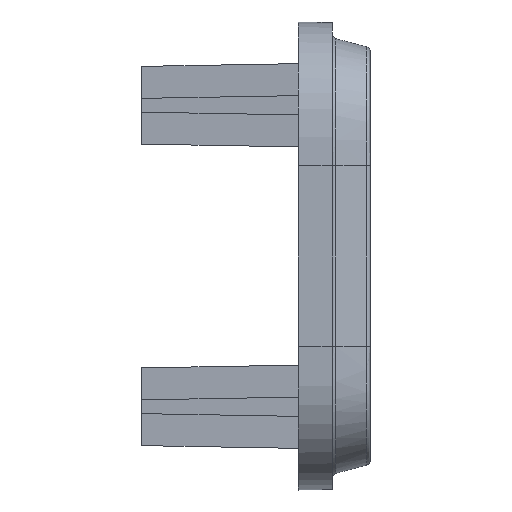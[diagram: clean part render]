
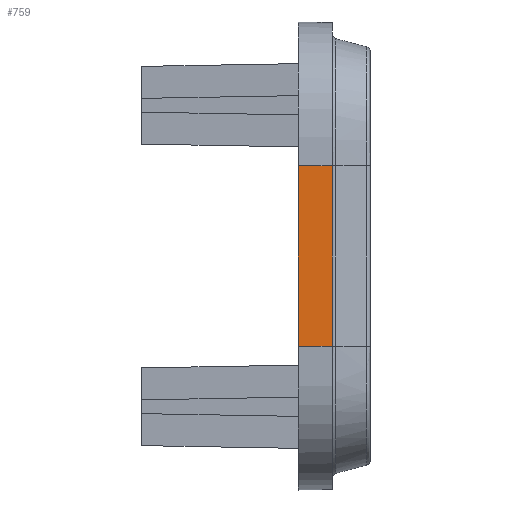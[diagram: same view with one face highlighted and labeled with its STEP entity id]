
A CAD part, left-side view. The second image highlights one B-rep face of the part: STEP entity #759.
In plain terms, the highlighted planar face has unit normal (-1, -0.018, 0).
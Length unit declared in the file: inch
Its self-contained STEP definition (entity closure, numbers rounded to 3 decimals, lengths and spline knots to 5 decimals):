
#317 = VECTOR ( 'NONE', #3286, 39.37008 ) ;
#328 = DIRECTION ( 'NONE',  ( 0.017, -1., 0. ) ) ;
#740 = DIRECTION ( 'NONE',  ( 0., 0., -1. ) ) ;
#759 = ADVANCED_FACE ( 'NONE', ( #3792 ), #4542, .T. ) ;
#984 = DIRECTION ( 'NONE',  ( -0.017, 1., 0. ) ) ;
#1158 = LINE ( 'NONE', #4017, #4245 ) ;
#1360 = LINE ( 'NONE', #5338, #3907 ) ;
#1736 = VERTEX_POINT ( 'NONE', #6620 ) ;
#1761 = LINE ( 'NONE', #2194, #317 ) ;
#1930 = CARTESIAN_POINT ( 'NONE',  ( -1.17441, 0.14874, -0.18759 ) ) ;
#2085 = CARTESIAN_POINT ( 'NONE',  ( -1.17441, 0.14874, 0.18759 ) ) ;
#2194 = CARTESIAN_POINT ( 'NONE',  ( -1.17441, 0.14874, -0.18759 ) ) ;
#2629 = LINE ( 'NONE', #5180, #4989 ) ;
#2763 = EDGE_CURVE ( 'NONE', #5673, #5111, #1158, .T. ) ;
#2783 = VERTEX_POINT ( 'NONE', #6718 ) ;
#2820 = DIRECTION ( 'NONE',  ( -1., -0.017, 0. ) ) ;
#2895 = EDGE_CURVE ( 'NONE', #1736, #2783, #2629, .T. ) ;
#3130 = EDGE_LOOP ( 'NONE', ( #5566, #6126, #3291, #6098 ) ) ;
#3286 = DIRECTION ( 'NONE',  ( -0.017, 1., 0. ) ) ;
#3291 = ORIENTED_EDGE ( 'NONE', *, *, #2895, .F. ) ;
#3792 = FACE_OUTER_BOUND ( 'NONE', #3130, .T. ) ;
#3907 = VECTOR ( 'NONE', #984, 39.37008 ) ;
#4017 = CARTESIAN_POINT ( 'NONE',  ( -1.17441, 0.14874, 0.18759 ) ) ;
#4245 = VECTOR ( 'NONE', #740, 39.37008 ) ;
#4542 = PLANE ( 'NONE',  #5317 ) ;
#4989 = VECTOR ( 'NONE', #6817, 39.37008 ) ;
#5111 = VERTEX_POINT ( 'NONE', #1930 ) ;
#5180 = CARTESIAN_POINT ( 'NONE',  ( -1.17319, 0.07874, -0.41502 ) ) ;
#5317 = AXIS2_PLACEMENT_3D ( 'NONE', #6742, #2820, #328 ) ;
#5338 = CARTESIAN_POINT ( 'NONE',  ( -1.17441, 0.14874, 0.18759 ) ) ;
#5566 = ORIENTED_EDGE ( 'NONE', *, *, #2763, .T. ) ;
#5658 = EDGE_CURVE ( 'NONE', #1736, #5673, #1360, .T. ) ;
#5673 = VERTEX_POINT ( 'NONE', #2085 ) ;
#5904 = EDGE_CURVE ( 'NONE', #2783, #5111, #1761, .T. ) ;
#6098 = ORIENTED_EDGE ( 'NONE', *, *, #5658, .T. ) ;
#6126 = ORIENTED_EDGE ( 'NONE', *, *, #5904, .F. ) ;
#6620 = CARTESIAN_POINT ( 'NONE',  ( -1.17319, 0.07874, 0.18759 ) ) ;
#6718 = CARTESIAN_POINT ( 'NONE',  ( -1.17319, 0.07874, -0.18759 ) ) ;
#6742 = CARTESIAN_POINT ( 'NONE',  ( -1.17441, 0.14874, 0.18759 ) ) ;
#6817 = DIRECTION ( 'NONE',  ( 0., 0., -1. ) ) ;
